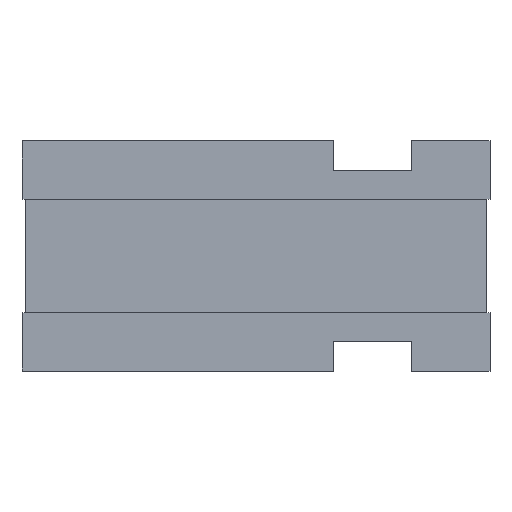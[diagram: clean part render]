
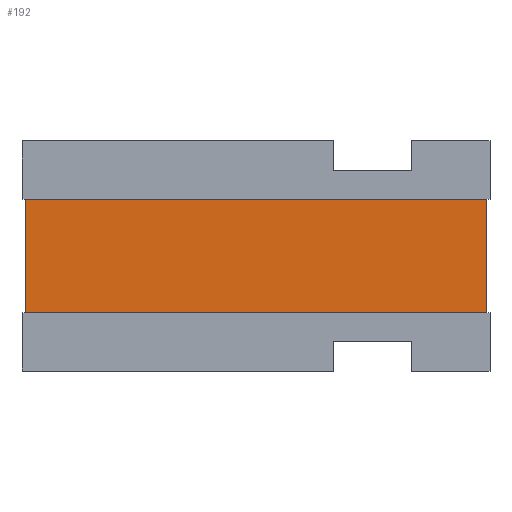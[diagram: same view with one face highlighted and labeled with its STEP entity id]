
A CAD part, top view. The second image highlights one B-rep face of the part: STEP entity #192.
In plain terms, the highlighted planar face has unit normal (0, 0, 1).
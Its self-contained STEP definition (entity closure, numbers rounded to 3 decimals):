
#13=DIRECTION('',(0.,0.,1.));
#46=DIRECTION('',(0.,1.,0.));
#67=DIRECTION('',(1.,0.,0.));
#77=VECTOR('',#67,1.);
#88=ORIENTED_EDGE('',*,*,#89,.F.);
#89=EDGE_CURVE('',#90,#92,#94,.T.);
#90=VERTEX_POINT('',#91);
#91=CARTESIAN_POINT('',(-1.5,0.369,0.432));
#92=VERTEX_POINT('',#93);
#93=CARTESIAN_POINT('',(1.5,0.369,0.432));
#94=LINE('',#91,#77);
#110=DIRECTION('',(-1.,0.,0.));
#120=VECTOR('',#46,1.);
#181=DIRECTION('',(0.,-1.,0.));
#192=ADVANCED_FACE('',(#193),#210,.T.);
#193=FACE_BOUND('',#194,.T.);
#194=EDGE_LOOP('',(#88,#195,#200,#206));
#195=ORIENTED_EDGE('',*,*,#196,.F.);
#196=EDGE_CURVE('',#197,#90,#199,.T.);
#197=VERTEX_POINT('',#198);
#198=CARTESIAN_POINT('',(-1.5,-0.369,0.432));
#199=LINE('',#198,#120);
#200=ORIENTED_EDGE('',*,*,#201,.F.);
#201=EDGE_CURVE('',#202,#197,#204,.T.);
#202=VERTEX_POINT('',#203);
#203=CARTESIAN_POINT('',(1.5,-0.369,0.432));
#204=LINE('',#203,#205);
#205=VECTOR('',#110,1.);
#206=ORIENTED_EDGE('',*,*,#207,.F.);
#207=EDGE_CURVE('',#92,#202,#208,.T.);
#208=LINE('',#93,#209);
#209=VECTOR('',#181,1.);
#210=PLANE('',#211);
#211=AXIS2_PLACEMENT_3D('',#91,#13,#67);
